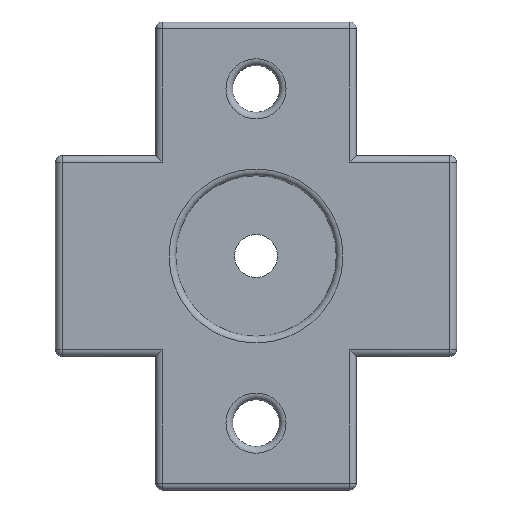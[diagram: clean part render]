
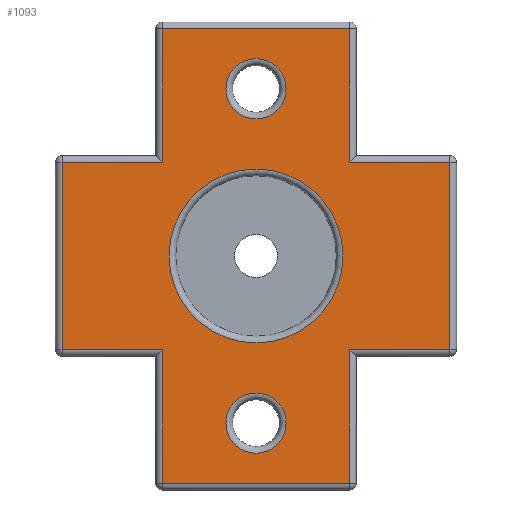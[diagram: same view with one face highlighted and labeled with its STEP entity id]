
A CAD part, front view. The second image highlights one B-rep face of the part: STEP entity #1093.
In plain terms, the highlighted planar face has unit normal (0, -1, 0).
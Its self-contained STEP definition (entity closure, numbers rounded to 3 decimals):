
#82=CIRCLE('',#1186,2.25);
#86=CIRCLE('',#1191,2.25);
#87=CIRCLE('',#1192,6.5);
#154=FACE_BOUND('',#245,.T.);
#155=FACE_BOUND('',#246,.T.);
#156=FACE_BOUND('',#247,.T.);
#164=FACE_OUTER_BOUND('',#244,.T.);
#244=EDGE_LOOP('',(#777,#778,#779,#780,#781,#782,#783,#784,#785,#786,#787,
#788));
#245=EDGE_LOOP('',(#789));
#246=EDGE_LOOP('',(#790));
#247=EDGE_LOOP('',(#791));
#344=LINE('',#1796,#428);
#345=LINE('',#1798,#429);
#346=LINE('',#1800,#430);
#347=LINE('',#1802,#431);
#348=LINE('',#1804,#432);
#349=LINE('',#1806,#433);
#350=LINE('',#1808,#434);
#351=LINE('',#1810,#435);
#352=LINE('',#1812,#436);
#353=LINE('',#1814,#437);
#354=LINE('',#1816,#438);
#355=LINE('',#1817,#439);
#428=VECTOR('',#1384,10.);
#429=VECTOR('',#1385,10.);
#430=VECTOR('',#1386,10.);
#431=VECTOR('',#1387,10.);
#432=VECTOR('',#1388,10.);
#433=VECTOR('',#1389,10.);
#434=VECTOR('',#1390,10.);
#435=VECTOR('',#1391,10.);
#436=VECTOR('',#1392,10.);
#437=VECTOR('',#1393,10.);
#438=VECTOR('',#1394,10.);
#439=VECTOR('',#1395,10.);
#511=VERTEX_POINT('',#1786);
#514=VERTEX_POINT('',#1794);
#515=VERTEX_POINT('',#1795);
#516=VERTEX_POINT('',#1797);
#517=VERTEX_POINT('',#1799);
#518=VERTEX_POINT('',#1801);
#519=VERTEX_POINT('',#1803);
#520=VERTEX_POINT('',#1805);
#521=VERTEX_POINT('',#1807);
#522=VERTEX_POINT('',#1809);
#523=VERTEX_POINT('',#1811);
#524=VERTEX_POINT('',#1813);
#525=VERTEX_POINT('',#1815);
#526=VERTEX_POINT('',#1818);
#527=VERTEX_POINT('',#1820);
#604=EDGE_CURVE('',#511,#511,#82,.T.);
#608=EDGE_CURVE('',#514,#515,#344,.T.);
#609=EDGE_CURVE('',#516,#514,#345,.T.);
#610=EDGE_CURVE('',#517,#516,#346,.T.);
#611=EDGE_CURVE('',#518,#517,#347,.T.);
#612=EDGE_CURVE('',#519,#518,#348,.T.);
#613=EDGE_CURVE('',#520,#519,#349,.T.);
#614=EDGE_CURVE('',#521,#520,#350,.T.);
#615=EDGE_CURVE('',#522,#521,#351,.T.);
#616=EDGE_CURVE('',#523,#522,#352,.T.);
#617=EDGE_CURVE('',#524,#523,#353,.T.);
#618=EDGE_CURVE('',#525,#524,#354,.T.);
#619=EDGE_CURVE('',#515,#525,#355,.T.);
#620=EDGE_CURVE('',#526,#526,#86,.T.);
#621=EDGE_CURVE('',#527,#527,#87,.T.);
#777=ORIENTED_EDGE('',*,*,#608,.F.);
#778=ORIENTED_EDGE('',*,*,#609,.F.);
#779=ORIENTED_EDGE('',*,*,#610,.F.);
#780=ORIENTED_EDGE('',*,*,#611,.F.);
#781=ORIENTED_EDGE('',*,*,#612,.F.);
#782=ORIENTED_EDGE('',*,*,#613,.F.);
#783=ORIENTED_EDGE('',*,*,#614,.F.);
#784=ORIENTED_EDGE('',*,*,#615,.F.);
#785=ORIENTED_EDGE('',*,*,#616,.F.);
#786=ORIENTED_EDGE('',*,*,#617,.F.);
#787=ORIENTED_EDGE('',*,*,#618,.F.);
#788=ORIENTED_EDGE('',*,*,#619,.F.);
#789=ORIENTED_EDGE('',*,*,#620,.F.);
#790=ORIENTED_EDGE('',*,*,#621,.F.);
#791=ORIENTED_EDGE('',*,*,#604,.F.);
#1072=PLANE('',#1190);
#1093=ADVANCED_FACE('',(#164,#154,#155,#156),#1072,.T.);
#1186=AXIS2_PLACEMENT_3D('',#1787,#1374,#1375);
#1190=AXIS2_PLACEMENT_3D('',#1793,#1382,#1383);
#1191=AXIS2_PLACEMENT_3D('',#1819,#1396,#1397);
#1192=AXIS2_PLACEMENT_3D('',#1821,#1398,#1399);
#1374=DIRECTION('center_axis',(0.,-1.,0.));
#1375=DIRECTION('ref_axis',(-1.,0.,0.));
#1382=DIRECTION('center_axis',(0.,-1.,0.));
#1383=DIRECTION('ref_axis',(0.,0.,-1.));
#1384=DIRECTION('',(0.,0.,-1.));
#1385=DIRECTION('',(1.,0.,0.));
#1386=DIRECTION('',(0.,0.,-1.));
#1387=DIRECTION('',(1.,0.,0.));
#1388=DIRECTION('',(0.,0.,1.));
#1389=DIRECTION('',(1.,0.,0.));
#1390=DIRECTION('',(0.,0.,1.));
#1391=DIRECTION('',(-1.,0.,0.));
#1392=DIRECTION('',(0.,0.,1.));
#1393=DIRECTION('',(-1.,0.,0.));
#1394=DIRECTION('',(0.,0.,-1.));
#1395=DIRECTION('',(-1.,0.,0.));
#1396=DIRECTION('center_axis',(0.,-1.,0.));
#1397=DIRECTION('ref_axis',(-1.,0.,0.));
#1398=DIRECTION('center_axis',(0.,-1.,0.));
#1399=DIRECTION('ref_axis',(1.,0.,0.));
#1786=CARTESIAN_POINT('',(0.,198.5,-1.86));
#1787=CARTESIAN_POINT('Origin',(0.,198.5,0.39));
#1793=CARTESIAN_POINT('Origin',(0.,198.5,-12.11));
#1794=CARTESIAN_POINT('',(14.5,198.5,-5.11));
#1795=CARTESIAN_POINT('',(14.5,198.5,-19.11));
#1796=CARTESIAN_POINT('',(14.5,198.5,-15.86));
#1797=CARTESIAN_POINT('',(7.,198.5,-5.11));
#1798=CARTESIAN_POINT('',(7.5,198.5,-5.11));
#1799=CARTESIAN_POINT('',(7.,198.5,4.89));
#1800=CARTESIAN_POINT('',(7.,198.5,-8.36));
#1801=CARTESIAN_POINT('',(-7.,198.5,4.89));
#1802=CARTESIAN_POINT('',(3.75,198.5,4.89));
#1803=CARTESIAN_POINT('',(-7.,198.5,-5.11));
#1804=CARTESIAN_POINT('',(-7.,198.5,-3.36));
#1805=CARTESIAN_POINT('',(-14.5,198.5,-5.11));
#1806=CARTESIAN_POINT('',(-3.75,198.5,-5.11));
#1807=CARTESIAN_POINT('',(-14.5,198.5,-19.11));
#1808=CARTESIAN_POINT('',(-14.5,198.5,-8.36));
#1809=CARTESIAN_POINT('',(-7.,198.5,-19.11));
#1810=CARTESIAN_POINT('',(-7.5,198.5,-19.11));
#1811=CARTESIAN_POINT('',(-7.,198.5,-29.11));
#1812=CARTESIAN_POINT('',(-7.,198.5,-15.86));
#1813=CARTESIAN_POINT('',(7.,198.5,-29.11));
#1814=CARTESIAN_POINT('',(-3.75,198.5,-29.11));
#1815=CARTESIAN_POINT('',(7.,198.5,-19.11));
#1816=CARTESIAN_POINT('',(7.,198.5,-20.86));
#1817=CARTESIAN_POINT('',(3.75,198.5,-19.11));
#1818=CARTESIAN_POINT('',(0.,198.5,-26.86));
#1819=CARTESIAN_POINT('Origin',(0.,198.5,-24.61));
#1820=CARTESIAN_POINT('',(0.,198.5,-18.61));
#1821=CARTESIAN_POINT('Origin',(0.,198.5,-12.11));
